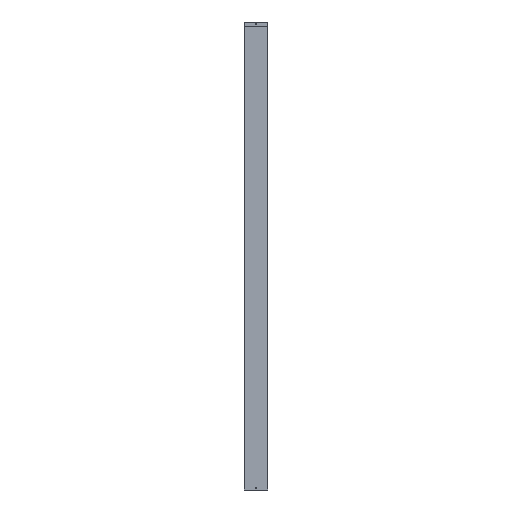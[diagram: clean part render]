
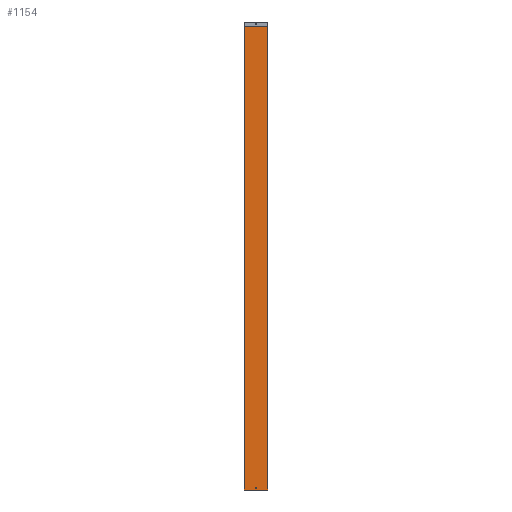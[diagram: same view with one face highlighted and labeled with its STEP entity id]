
A CAD part, front view. The second image highlights one B-rep face of the part: STEP entity #1154.
In plain terms, the highlighted planar face has unit normal (0, -1, 0).
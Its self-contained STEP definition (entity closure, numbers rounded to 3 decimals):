
#3 = DIRECTION ( 'NONE',  ( 1., 0., 0. ) ) ;
#5 = CARTESIAN_POINT ( 'NONE',  ( -75., 0., 0. ) ) ;
#109 = DIRECTION ( 'NONE',  ( 1., 0., 0. ) ) ;
#110 = DIRECTION ( 'NONE',  ( 0., 0., 1. ) ) ;
#111 = DIRECTION ( 'NONE',  ( 0., -1., 0. ) ) ;
#113 = CARTESIAN_POINT ( 'NONE',  ( 0., 0., 15. ) ) ;
#117 = CARTESIAN_POINT ( 'NONE',  ( -75., 0., 2968. ) ) ;
#123 = CARTESIAN_POINT ( 'NONE',  ( -75., 0., 2969. ) ) ;
#130 = DIRECTION ( 'NONE',  ( 0., 0., -1. ) ) ;
#163 = EDGE_LOOP ( 'NONE', ( #1109 ) ) ;
#177 = LINE ( 'NONE', #1263, #184 ) ;
#184 = VECTOR ( 'NONE', #1247, 1000. ) ;
#277 = LINE ( 'NONE', #123, #281 ) ;
#281 = VECTOR ( 'NONE', #130, 1000. ) ;
#282 = CIRCLE ( 'NONE', #462, 3.5 ) ;
#287 = LINE ( 'NONE', #117, #289 ) ;
#289 = VECTOR ( 'NONE', #109, 1000. ) ;
#358 = VERTEX_POINT ( 'NONE', #1302 ) ;
#377 = VERTEX_POINT ( 'NONE', #1308 ) ;
#389 = VERTEX_POINT ( 'NONE', #1290 ) ;
#394 = VERTEX_POINT ( 'NONE', #1285 ) ;
#416 = EDGE_LOOP ( 'NONE', ( #1108, #1107, #1106, #1105 ) ) ;
#462 = AXIS2_PLACEMENT_3D ( 'NONE', #113, #111, #110 ) ;
#486 = EDGE_CURVE ( 'NONE', #394, #389, #177, .T. ) ;
#541 = EDGE_CURVE ( 'NONE', #377, #358, #277, .T. ) ;
#544 = EDGE_CURVE ( 'NONE', #897, #897, #282, .T. ) ;
#545 = EDGE_CURVE ( 'NONE', #377, #394, #287, .T. ) ;
#580 = EDGE_CURVE ( 'NONE', #358, #389, #828, .T. ) ;
#611 = AXIS2_PLACEMENT_3D ( 'NONE', #644, #632, #684 ) ;
#632 = DIRECTION ( 'NONE',  ( 0., 1., 0. ) ) ;
#643 = PLANE ( 'NONE',  #611 ) ;
#644 = CARTESIAN_POINT ( 'NONE',  ( -75., 0., 2969. ) ) ;
#684 = DIRECTION ( 'NONE',  ( 0., 0., 1. ) ) ;
#705 = CARTESIAN_POINT ( 'NONE',  ( 0., 0., 18.5 ) ) ;
#828 = LINE ( 'NONE', #5, #831 ) ;
#831 = VECTOR ( 'NONE', #3, 1000. ) ;
#878 = FACE_BOUND ( 'NONE', #163, .T. ) ;
#881 = FACE_OUTER_BOUND ( 'NONE', #416, .T. ) ;
#897 = VERTEX_POINT ( 'NONE', #705 ) ;
#1105 = ORIENTED_EDGE ( 'NONE', *, *, #580, .T. ) ;
#1106 = ORIENTED_EDGE ( 'NONE', *, *, #541, .T. ) ;
#1107 = ORIENTED_EDGE ( 'NONE', *, *, #545, .F. ) ;
#1108 = ORIENTED_EDGE ( 'NONE', *, *, #486, .F. ) ;
#1109 = ORIENTED_EDGE ( 'NONE', *, *, #544, .F. ) ;
#1154 = ADVANCED_FACE ( 'NONE', ( #878, #881 ), #643, .F. ) ;
#1247 = DIRECTION ( 'NONE',  ( 0., 0., -1. ) ) ;
#1263 = CARTESIAN_POINT ( 'NONE',  ( 75., 0., 2969. ) ) ;
#1285 = CARTESIAN_POINT ( 'NONE',  ( 75., 0., 2968. ) ) ;
#1290 = CARTESIAN_POINT ( 'NONE',  ( 75., 0., 0. ) ) ;
#1302 = CARTESIAN_POINT ( 'NONE',  ( -75., 0., 0. ) ) ;
#1308 = CARTESIAN_POINT ( 'NONE',  ( -75., 0., 2968. ) ) ;
